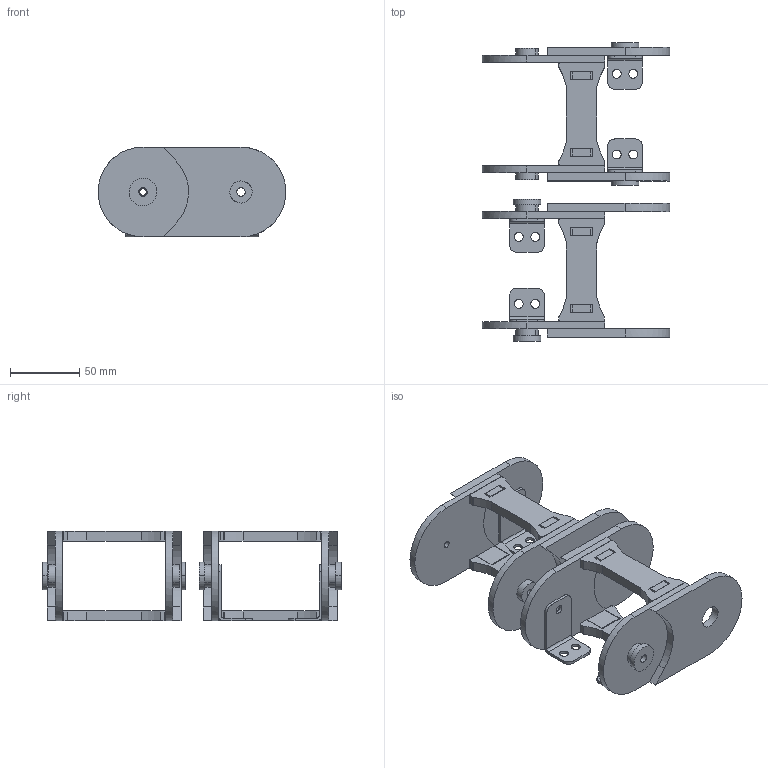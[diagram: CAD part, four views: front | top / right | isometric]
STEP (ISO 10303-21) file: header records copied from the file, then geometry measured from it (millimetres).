
FILE_DESCRIPTION(/* description */ (''),/* implementation_level */ '2;1');
FILE_NAME(/* name */ 'POF096~1',/* time_stamp */ '2023-07-12T15:52:05-03:00',/* author */ (''),/* organization */ (''),/* preprocessor_version */ 'ST-DEVELOPER v15',/* originating_system */ '',/* authorisation */ '');
FILE_SCHEMA (('AUTOMOTIVE_DESIGN'));
Length unit declared in the file: millimetre
Products named in the file (1): Document
Bounding box: 136 x 216.16 x 65 mm (x, y, z)
Volume: 265552.2 mm3; surface area: 112966.7 mm2
Topology: 8 solids, 8 shells, 412 faces, 1080 edges, 712 vertices
Faces by surface type: plane 258, bspline 154
Entity records: 13562 total; most frequent: CARTESIAN_POINT 6550, ORIENTED_EDGE 2160, EDGE_CURVE 1080, B_SPLINE_CURVE_WITH_KNOTS 787, VERTEX_POINT 712, EDGE_LOOP 488, ADVANCED_FACE 412, FACE_OUTER_BOUND 412
